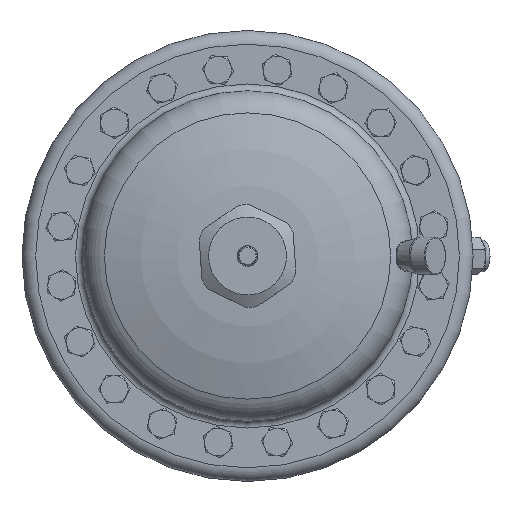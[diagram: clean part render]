
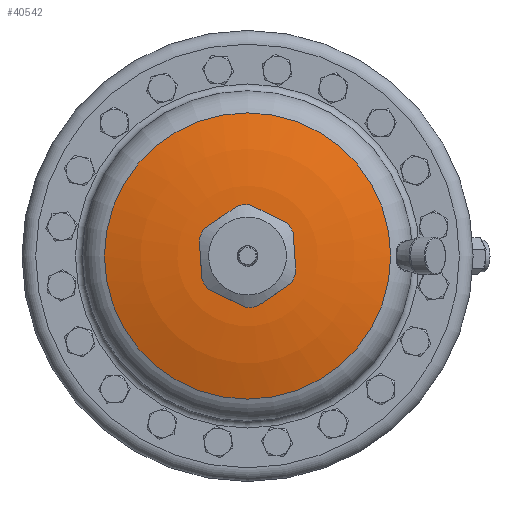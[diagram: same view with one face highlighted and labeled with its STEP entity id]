
A CAD part, front view. The second image highlights one B-rep face of the part: STEP entity #40542.
In plain terms, the highlighted toroidal (fillet/blend) face has major radius 19.3 mm and minor radius 200 mm.
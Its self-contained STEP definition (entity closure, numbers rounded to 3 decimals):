
#1566 = EDGE_CURVE ( 'NONE', #7671, #7671, #23634, .T. ) ;
#3585 = CARTESIAN_POINT ( 'NONE',  ( 0., -419.179, 0. ) ) ;
#4086 = CARTESIAN_POINT ( 'NONE',  ( 0., -229.8, 0. ) ) ;
#7671 = VERTEX_POINT ( 'NONE', #18265 ) ;
#8728 = EDGE_LOOP ( 'NONE', ( #14379 ) ) ;
#11568 = FACE_OUTER_BOUND ( 'NONE', #29989, .T. ) ;
#12247 = TOROIDAL_SURFACE ( 'NONE', #27114, 19.3, 200. ) ;
#14379 = ORIENTED_EDGE ( 'NONE', *, *, #1566, .F. ) ;
#18265 = CARTESIAN_POINT ( 'NONE',  ( 0., -419.179, 83.609 ) ) ;
#18785 = AXIS2_PLACEMENT_3D ( 'NONE', #29619, #22578, #38415 ) ;
#22578 = DIRECTION ( 'NONE',  ( 0., 1., 0. ) ) ;
#23215 = FACE_OUTER_BOUND ( 'NONE', #8728, .T. ) ;
#23634 = CIRCLE ( 'NONE', #45164, 83.609 ) ;
#25382 = CIRCLE ( 'NONE', #18785, 19.25 ) ;
#26729 = DIRECTION ( 'NONE',  ( 0., 1., 0. ) ) ;
#27114 = AXIS2_PLACEMENT_3D ( 'NONE', #4086, #46559, #31291 ) ;
#29619 = CARTESIAN_POINT ( 'NONE',  ( 0., -429.8, 0. ) ) ;
#29989 = EDGE_LOOP ( 'NONE', ( #43722 ) ) ;
#31291 = DIRECTION ( 'NONE',  ( 0., 0., 1. ) ) ;
#31431 = VERTEX_POINT ( 'NONE', #36077 ) ;
#32572 = EDGE_CURVE ( 'NONE', #31431, #31431, #25382, .T. ) ;
#34059 = DIRECTION ( 'NONE',  ( 0., 0., 1. ) ) ;
#36077 = CARTESIAN_POINT ( 'NONE',  ( 0., -429.8, 19.25 ) ) ;
#38415 = DIRECTION ( 'NONE',  ( 0., 0., 1. ) ) ;
#40542 = ADVANCED_FACE ( 'NONE', ( #11568, #23215 ), #12247, .T. ) ;
#43722 = ORIENTED_EDGE ( 'NONE', *, *, #32572, .T. ) ;
#45164 = AXIS2_PLACEMENT_3D ( 'NONE', #3585, #26729, #34059 ) ;
#46559 = DIRECTION ( 'NONE',  ( 0., 1., 0. ) ) ;
